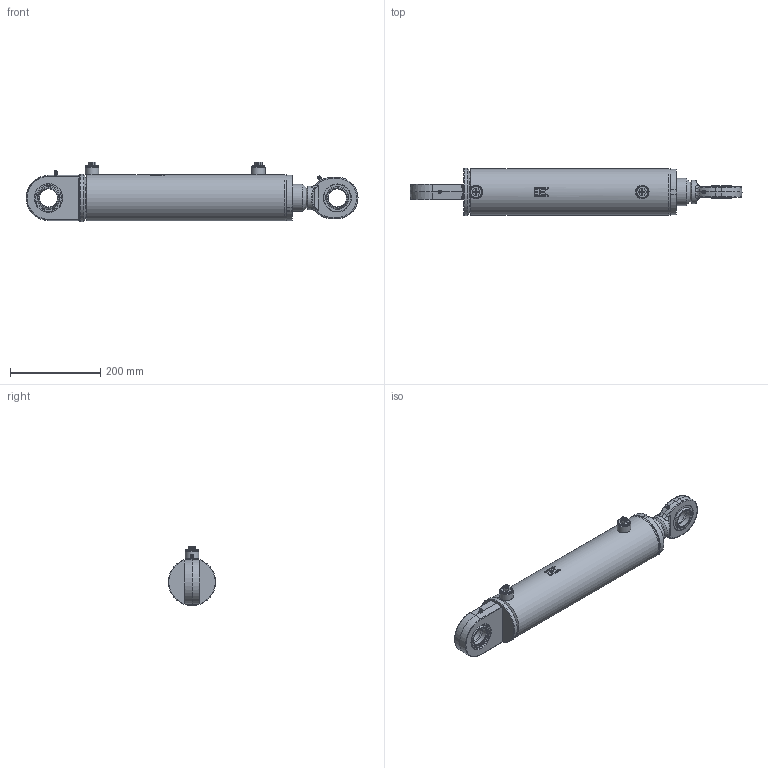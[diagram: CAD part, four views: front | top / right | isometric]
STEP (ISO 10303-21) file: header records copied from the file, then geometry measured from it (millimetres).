
FILE_DESCRIPTION (( 'STEP AP214' ), '1' );
FILE_NAME ('CFGCY0060176-Cylinder.step', '2026-03-10T09:32:28', ( 'Kramp IT' ), ( 'Kramp' ), 'SwSTEP 2.0', 'SolidWorks 2025', '' );
FILE_SCHEMA (( 'AUTOMOTIVE_DESIGN' ));
Length unit declared in the file: millimetre
Products named in the file (20): Tube-WA_Simplified; Rod-WA_Simplified; DC3909001; DS2909013060VM_Simplified; LSN08E; CFGCY0060176-Cylinder; SP08M; DS2909013060_Simplified; DS2909004VM_Simplified; GK40DO-RD; Tube_Simplified; DS2909004_Simplified; GF40DO-EC; GF40DO; Rod_Simplified; Tube-MA_Simplified; MATE-AID; GK40DO; DS2909015
Assembly tree (20 placements, depth 4):
  CFGCY0060176-Cylinder
    Tube-WA_Simplified
      Tube-MA_Simplified
        Tube_Simplified
        LSN08E
      LSN08E
      DC3909001
        DC3909001
      GF40DO-EC
        GF40DO
    Rod-WA_Simplified
      Rod_Simplified
      GK40DO-RD
        GK40DO
    DS2909013060VM_Simplified
      DS2909013060_Simplified
    DS2909004VM_Simplified
      DS2909004_Simplified
    DS2909015
    SP08M  x2
  MATE-AID
Bounding box: 736 x 105 x 131.5 mm (x, y, z)
Volume: 3339247.7 mm3; surface area: 583311.3 mm2
Topology: 21 solids, 21 shells, 479 faces, 1102 edges, 705 vertices
Faces by surface type: plane 201, cylinder 144, cone 64, bspline 57, torus 13
Full cylindrical faces by diameter (mm): 2.5 x4, 3 x10, 4 x2, 4.917 x2, 5.072 x2, 6 x2, 6.5 x2, 7 x2, 12 x2, 18.631 x2, 20.95 x2, 22 x1, 27.2 x2, 30 x2, 38 x2, 40 x4, 52 x1, 54 x1, 60 x2, 61.132 x2, 62 x8, 65 x2, 70 x1, 84.15 x2, 88.31 x2, 90 x2, 95 x1, 101.5 x1, 102 x2, 105 x1
Entity records: 24843 total; most frequent: CARTESIAN_POINT 12394, DIRECTION 1681, ORIENTED_EDGE 1468, EDGE_CURVE 734, AXIS2_PLACEMENT_3D 694, EDGE_LOOP 638, VERTEX_POINT 536, FACE_OUTER_BOUND 514
